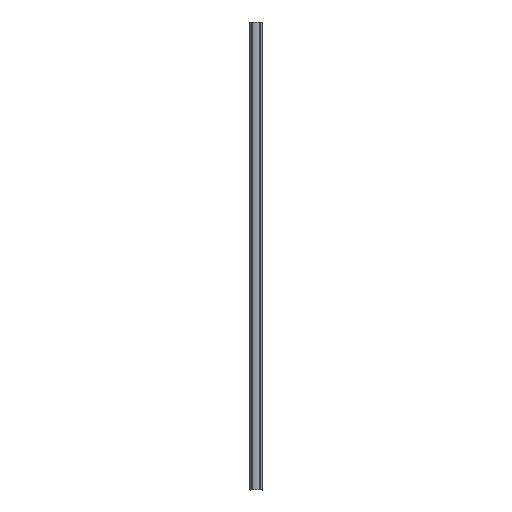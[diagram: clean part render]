
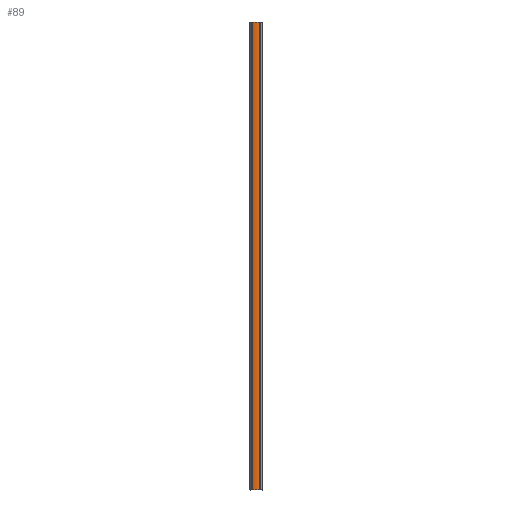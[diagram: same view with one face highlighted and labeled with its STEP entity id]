
A CAD part, front view. The second image highlights one B-rep face of the part: STEP entity #89.
In plain terms, the highlighted cylindrical face has radius 42.5 mm (diameter 85 mm), a partial arc.
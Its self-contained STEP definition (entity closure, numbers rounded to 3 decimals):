
#6 = EDGE_CURVE ( 'NONE', #2372, #1273, #2445, .T. ) ;
#50 = CARTESIAN_POINT ( 'NONE',  ( 0., 0., 2000. ) ) ;
#89 = ADVANCED_FACE ( 'NONE', ( #1780 ), #943, .T. ) ;
#226 = AXIS2_PLACEMENT_3D ( 'NONE', #50, #3699, #2493 ) ;
#294 = LINE ( 'NONE', #2164, #2870 ) ;
#482 = VECTOR ( 'NONE', #853, 1000. ) ;
#786 = ORIENTED_EDGE ( 'NONE', *, *, #3597, .F. ) ;
#830 = DIRECTION ( 'NONE',  ( -1., 0., 0. ) ) ;
#853 = DIRECTION ( 'NONE',  ( 0., 0., 1. ) ) ;
#943 = CYLINDRICAL_SURFACE ( 'NONE', #3153, 42.5 ) ;
#964 = EDGE_CURVE ( 'NONE', #2977, #2372, #294, .T. ) ;
#995 = CARTESIAN_POINT ( 'NONE',  ( 14.679, -39.885, 2000. ) ) ;
#1088 = DIRECTION ( 'NONE',  ( 0., 0., 1. ) ) ;
#1111 = EDGE_CURVE ( 'NONE', #1273, #2620, #3335, .T. ) ;
#1183 = CARTESIAN_POINT ( 'NONE',  ( -14.679, -39.885, 0. ) ) ;
#1273 = VERTEX_POINT ( 'NONE', #3418 ) ;
#1354 = EDGE_LOOP ( 'NONE', ( #2166, #786, #2106, #2932 ) ) ;
#1423 = DIRECTION ( 'NONE',  ( 0., 0., -1. ) ) ;
#1780 = FACE_OUTER_BOUND ( 'NONE', #1354, .T. ) ;
#1932 = AXIS2_PLACEMENT_3D ( 'NONE', #2291, #1088, #2268 ) ;
#2106 = ORIENTED_EDGE ( 'NONE', *, *, #964, .T. ) ;
#2116 = CARTESIAN_POINT ( 'NONE',  ( 14.679, -39.885, 500. ) ) ;
#2164 = CARTESIAN_POINT ( 'NONE',  ( -14.679, -39.885, 500. ) ) ;
#2166 = ORIENTED_EDGE ( 'NONE', *, *, #1111, .T. ) ;
#2268 = DIRECTION ( 'NONE',  ( -1., 0., 0. ) ) ;
#2291 = CARTESIAN_POINT ( 'NONE',  ( 0., 0., 0. ) ) ;
#2372 = VERTEX_POINT ( 'NONE', #1183 ) ;
#2445 = CIRCLE ( 'NONE', #1932, 42.5 ) ;
#2493 = DIRECTION ( 'NONE',  ( 1., 0., 0. ) ) ;
#2620 = VERTEX_POINT ( 'NONE', #995 ) ;
#2688 = CIRCLE ( 'NONE', #226, 42.5 ) ;
#2870 = VECTOR ( 'NONE', #3034, 1000. ) ;
#2932 = ORIENTED_EDGE ( 'NONE', *, *, #6, .T. ) ;
#2977 = VERTEX_POINT ( 'NONE', #3428 ) ;
#3034 = DIRECTION ( 'NONE',  ( 0., 0., -1. ) ) ;
#3153 = AXIS2_PLACEMENT_3D ( 'NONE', #3222, #1423, #830 ) ;
#3222 = CARTESIAN_POINT ( 'NONE',  ( 0., 0., 500. ) ) ;
#3335 = LINE ( 'NONE', #2116, #482 ) ;
#3418 = CARTESIAN_POINT ( 'NONE',  ( 14.679, -39.885, 0. ) ) ;
#3428 = CARTESIAN_POINT ( 'NONE',  ( -14.679, -39.885, 2000. ) ) ;
#3597 = EDGE_CURVE ( 'NONE', #2977, #2620, #2688, .T. ) ;
#3699 = DIRECTION ( 'NONE',  ( 0., 0., 1. ) ) ;
